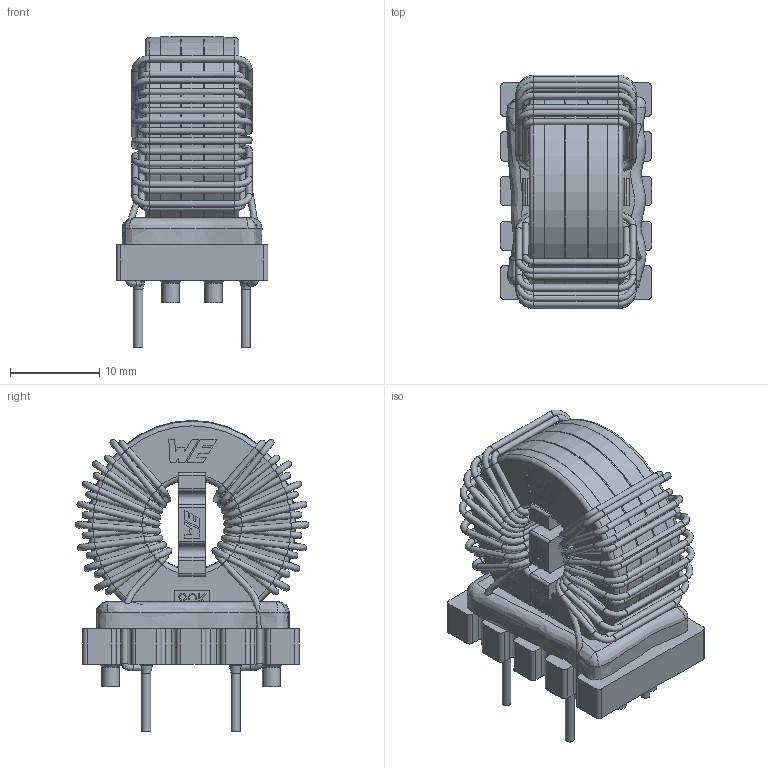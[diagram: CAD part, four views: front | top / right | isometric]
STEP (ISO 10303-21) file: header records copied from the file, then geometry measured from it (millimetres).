
FILE_DESCRIPTION(('STEP AP214'),'1');
FILE_NAME('L_Wurth_WE-CMBNC-TypeL_7448040435.step','2025-04-03T09:04:53',(' '),('ANSOFT Corporation'),'Spatial InterOp 3D',' ',' ');
FILE_SCHEMA(('AUTOMOTIVE_DESIGN { 1 0 10303 214 1 1 1 1 }'));
Length unit declared in the file: millimetre
Products named in the file (1): Solderpoint
Bounding box: 17 x 26.14 x 34.79 mm (x, y, z)
Volume: 6383.5 mm3; surface area: 12382.4 mm2
Topology: 18 solids, 18 shells, 839 faces, 2123 edges, 1343 vertices
Faces by surface type: plane 385, cylinder 229, torus 141, bspline 55, cone 28, extrusion 1
Full cylindrical faces by diameter (mm): 0.7 x143, 1 x4, 2 x4, 10.1 x1, 11.9 x2, 12.5 x1, 20 x1, 20.6 x2, 23.2 x2, 23.28 x1
Entity records: 47093 total; most frequent: CARTESIAN_POINT 16124, DIRECTION 3488, ORIENTED_EDGE 3250, STYLED_ITEM 2153, PRESENTATION_STYLE_ASSIGNMENT 2153, COLOUR_RGB 2153, EDGE_CURVE 1625, CURVE_STYLE 1297
